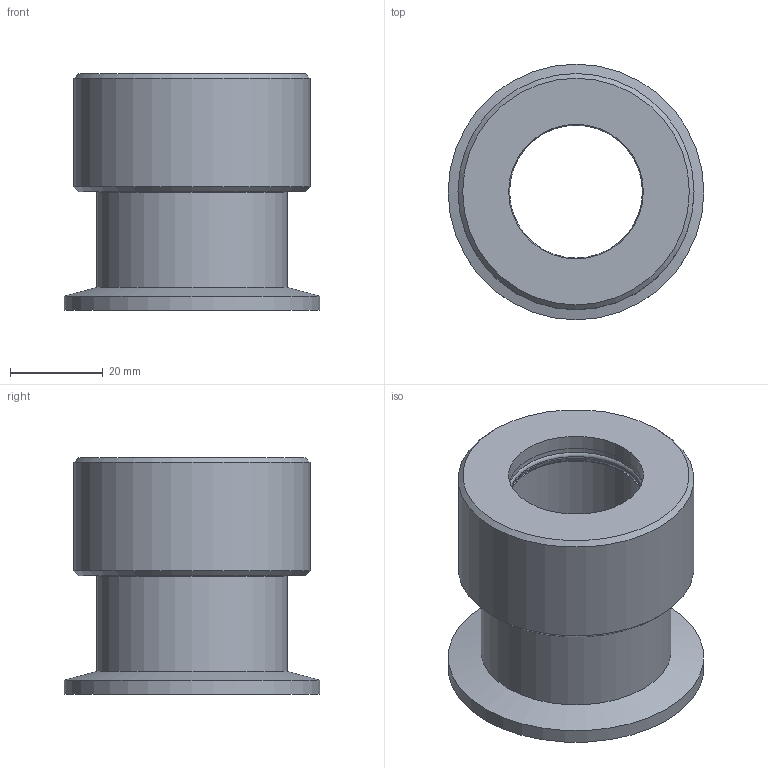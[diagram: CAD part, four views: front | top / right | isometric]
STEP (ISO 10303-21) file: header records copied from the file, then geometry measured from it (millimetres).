
FILE_DESCRIPTION(/* description */ (''),/* implementation_level */ '2;1');
FILE_NAME(/* name */ '1000013a.stp',/* time_stamp */ '2019-07-18T09:25:05-04:00',/* author */ ('Glen_C'),/* organization */ (''),/* preprocessor_version */ 'ST-DEVELOPER v16.13',/* originating_system */ 'Autodesk Inventor 2018',/* authorisation */ '');
FILE_SCHEMA (('AUTOMOTIVE_DESIGN { 1 0 10303 214 3 1 1 }'));
Length unit declared in the file: inch
Products named in the file (1): 1000013_S
Bounding box: 54.99 x 54.99 x 50.93 mm (x, y, z)
Volume: 54484.1 mm3; surface area: 20714.1 mm2
Topology: 1 solids, 4 shells, 40 faces, 76 edges, 50 vertices
Faces by surface type: cylinder 16, plane 14, cone 6, torus 4
Full cylindrical faces by diameter (mm): 28.575 x1, 28.956 x3, 34.925 x2, 36.424 x1, 38.989 x1, 39.218 x1, 39.624 x1, 39.903 x2, 41.021 x1, 41.199 x1, 50.8 x1, 54.991 x1
Entity records: 923 total; most frequent: DIRECTION 162, CARTESIAN_POINT 121, AXIS2_PLACEMENT_3D 81, EDGE_LOOP 80, ORIENTED_EDGE 80, STYLED_ITEM 41, FACE_BOUND 40, FACE_OUTER_BOUND 40
